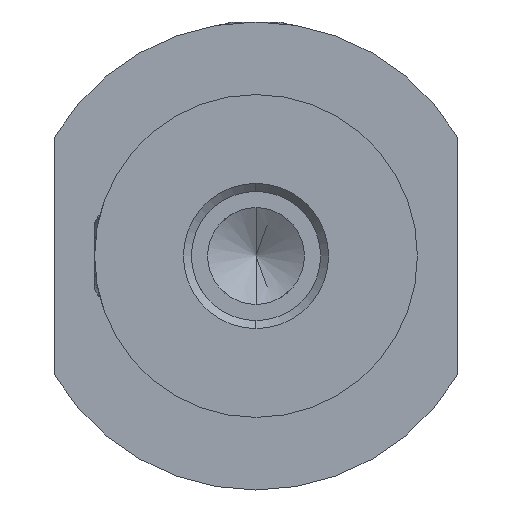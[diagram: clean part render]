
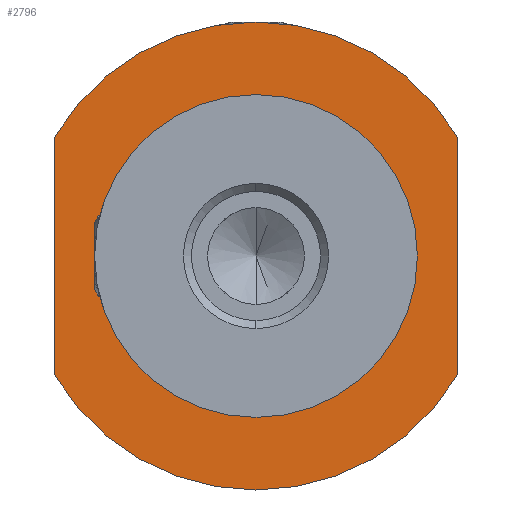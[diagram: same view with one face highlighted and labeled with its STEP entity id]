
A CAD part, left-side view. The second image highlights one B-rep face of the part: STEP entity #2796.
In plain terms, the highlighted planar face has unit normal (-1, 0, 0).
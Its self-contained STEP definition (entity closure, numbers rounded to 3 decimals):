
#481 = CARTESIAN_POINT ( 'NONE',  ( -6.44, -11.401, 7.435 ) ) ;
#688 = VERTEX_POINT ( 'NONE', #3870 ) ;
#715 = VERTEX_POINT ( 'NONE', #2518 ) ;
#823 = DIRECTION ( 'NONE',  ( -1., 0., 0. ) ) ;
#902 = LINE ( 'NONE', #4451, #3172 ) ;
#992 = EDGE_CURVE ( 'NONE', #4433, #4724, #3097, .T. ) ;
#1054 = PLANE ( 'NONE',  #4457 ) ;
#1097 = CIRCLE ( 'NONE', #4738, 29. ) ;
#1195 = VERTEX_POINT ( 'NONE', #4300 ) ;
#1322 = DIRECTION ( 'NONE',  ( 0., 0., 1. ) ) ;
#1434 = ORIENTED_EDGE ( 'NONE', *, *, #1677, .F. ) ;
#1447 = DIRECTION ( 'NONE',  ( -1., 0., 0. ) ) ;
#1469 = ORIENTED_EDGE ( 'NONE', *, *, #2053, .F. ) ;
#1677 = EDGE_CURVE ( 'NONE', #5619, #3435, #1811, .T. ) ;
#1797 = CARTESIAN_POINT ( 'NONE',  ( -6.44, -11.401, 7.435 ) ) ;
#1811 = CIRCLE ( 'NONE', #3583, 20. ) ;
#1863 = DIRECTION ( 'NONE',  ( 0., 0., 1. ) ) ;
#1869 = LINE ( 'NONE', #6209, #5551 ) ;
#1906 = DIRECTION ( 'NONE',  ( -1., 0., 0. ) ) ;
#2026 = CARTESIAN_POINT ( 'NONE',  ( -6.44, -11.401, 7.435 ) ) ;
#2053 = EDGE_CURVE ( 'NONE', #3435, #5619, #4044, .T. ) ;
#2278 = DIRECTION ( 'NONE',  ( 0., 0., 1. ) ) ;
#2418 = DIRECTION ( 'NONE',  ( 0., 0., 1. ) ) ;
#2432 = DIRECTION ( 'NONE',  ( 0., 0., 1. ) ) ;
#2493 = EDGE_LOOP ( 'NONE', ( #1434, #1469 ) ) ;
#2518 = CARTESIAN_POINT ( 'NONE',  ( -6.44, -36.401, 22.131 ) ) ;
#2561 = AXIS2_PLACEMENT_3D ( 'NONE', #1797, #4178, #1322 ) ;
#2796 = ADVANCED_FACE ( 'NONE', ( #5696, #4555 ), #1054, .T. ) ;
#2968 = ORIENTED_EDGE ( 'NONE', *, *, #992, .T. ) ;
#3097 = CIRCLE ( 'NONE', #2561, 29. ) ;
#3172 = VECTOR ( 'NONE', #3538, 1000. ) ;
#3251 = AXIS2_PLACEMENT_3D ( 'NONE', #3828, #1447, #3559 ) ;
#3402 = DIRECTION ( 'NONE',  ( 0., 0., 1. ) ) ;
#3435 = VERTEX_POINT ( 'NONE', #5110 ) ;
#3512 = ORIENTED_EDGE ( 'NONE', *, *, #4104, .F. ) ;
#3538 = DIRECTION ( 'NONE',  ( 0., 0., -1. ) ) ;
#3559 = DIRECTION ( 'NONE',  ( 0., 0., 1. ) ) ;
#3583 = AXIS2_PLACEMENT_3D ( 'NONE', #3722, #823, #2418 ) ;
#3589 = ORIENTED_EDGE ( 'NONE', *, *, #5146, .T. ) ;
#3712 = CARTESIAN_POINT ( 'NONE',  ( -6.44, -11.401, 7.435 ) ) ;
#3722 = CARTESIAN_POINT ( 'NONE',  ( -6.44, -11.401, 7.435 ) ) ;
#3805 = ORIENTED_EDGE ( 'NONE', *, *, #5552, .F. ) ;
#3828 = CARTESIAN_POINT ( 'NONE',  ( -6.44, -11.401, 7.435 ) ) ;
#3870 = CARTESIAN_POINT ( 'NONE',  ( -6.44, -11.401, 36.435 ) ) ;
#3913 = DIRECTION ( 'NONE',  ( -1., 0., 0. ) ) ;
#4044 = CIRCLE ( 'NONE', #4537, 20. ) ;
#4104 = EDGE_CURVE ( 'NONE', #4433, #1195, #1869, .T. ) ;
#4134 = CARTESIAN_POINT ( 'NONE',  ( -6.44, -11.401, 27.435 ) ) ;
#4178 = DIRECTION ( 'NONE',  ( -1., 0., 0. ) ) ;
#4242 = CARTESIAN_POINT ( 'NONE',  ( -6.44, -36.401, -7.262 ) ) ;
#4300 = CARTESIAN_POINT ( 'NONE',  ( -6.44, 13.599, 22.131 ) ) ;
#4433 = VERTEX_POINT ( 'NONE', #5774 ) ;
#4451 = CARTESIAN_POINT ( 'NONE',  ( -6.44, -36.401, 7.435 ) ) ;
#4457 = AXIS2_PLACEMENT_3D ( 'NONE', #2026, #3913, #3402 ) ;
#4537 = AXIS2_PLACEMENT_3D ( 'NONE', #481, #1906, #2432 ) ;
#4555 = FACE_BOUND ( 'NONE', #2493, .T. ) ;
#4641 = EDGE_CURVE ( 'NONE', #688, #1195, #5906, .T. ) ;
#4653 = DIRECTION ( 'NONE',  ( -1., 0., 0. ) ) ;
#4724 = VERTEX_POINT ( 'NONE', #4242 ) ;
#4738 = AXIS2_PLACEMENT_3D ( 'NONE', #3712, #4653, #1863 ) ;
#5110 = CARTESIAN_POINT ( 'NONE',  ( -6.44, -11.401, -12.565 ) ) ;
#5146 = EDGE_CURVE ( 'NONE', #715, #688, #1097, .T. ) ;
#5551 = VECTOR ( 'NONE', #2278, 1000. ) ;
#5552 = EDGE_CURVE ( 'NONE', #715, #4724, #902, .T. ) ;
#5619 = VERTEX_POINT ( 'NONE', #4134 ) ;
#5696 = FACE_OUTER_BOUND ( 'NONE', #6072, .T. ) ;
#5736 = ORIENTED_EDGE ( 'NONE', *, *, #4641, .T. ) ;
#5774 = CARTESIAN_POINT ( 'NONE',  ( -6.44, 13.599, -7.262 ) ) ;
#5906 = CIRCLE ( 'NONE', #3251, 29. ) ;
#6072 = EDGE_LOOP ( 'NONE', ( #3805, #3589, #5736, #3512, #2968 ) ) ;
#6209 = CARTESIAN_POINT ( 'NONE',  ( -6.44, 13.599, 7.435 ) ) ;
